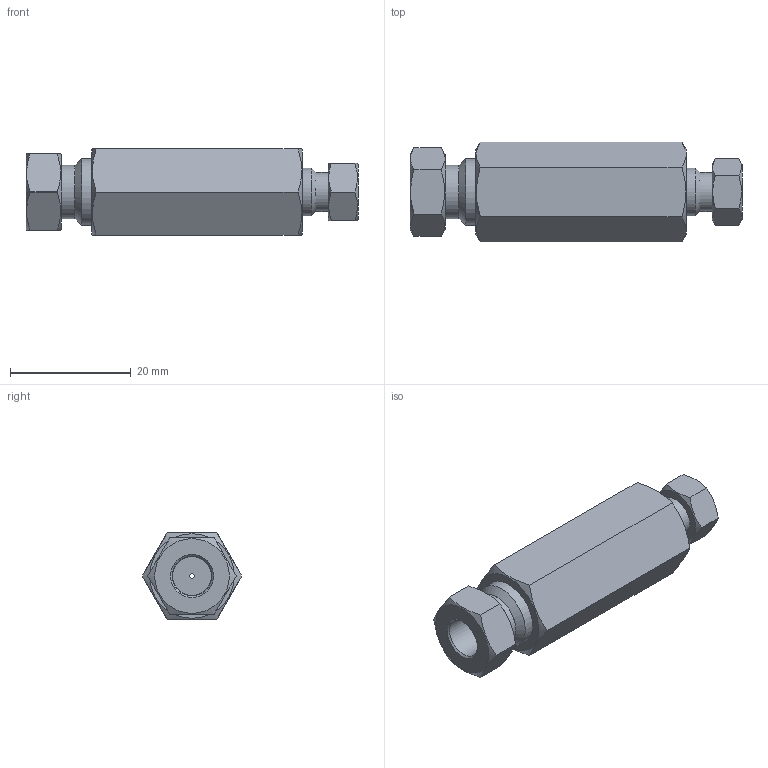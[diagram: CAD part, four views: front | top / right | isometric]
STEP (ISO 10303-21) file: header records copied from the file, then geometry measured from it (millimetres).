
FILE_DESCRIPTION((''),'2;1');
FILE_NAME('305118-ZRU42 Internal reducing union.stp','2013-08-23T12:11:28',('Franzp'),(''),'Autodesk Inventor 2013','Autodesk Inventor 2013','');
FILE_SCHEMA(('AUTOMOTIVE_DESIGN { 1 0 10303 214 1 1 1 1 }'));
Length unit declared in the file: millimetre
Products named in the file (1): 305118_Shrinkwrap_1
Bounding box: 55.08 x 16.5 x 14.29 mm (x, y, z)
Surface area: 3737 mm2 (no closed solid volume)
Topology: 0 solids, 7 shells, 44 faces, 124 edges, 82 vertices
Faces by surface type: plane 26, cone 12, cylinder 6
Full cylindrical faces by diameter (mm): 3.3 x1, 6.477 x1, 6.55 x1, 7.938 x1, 8.89 x1, 11.113 x1
Entity records: 1355 total; most frequent: CARTESIAN_POINT 297, DIRECTION 198, ORIENTED_EDGE 166, EDGE_CURVE 102, AXIS2_PLACEMENT_3D 87, VERTEX_POINT 78, EDGE_LOOP 70, FACE_OUTER_BOUND 44
